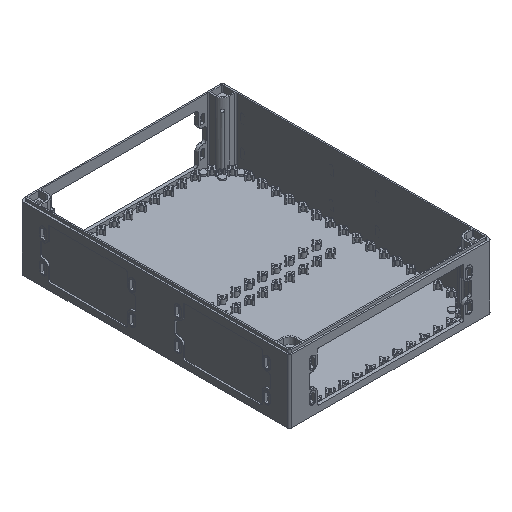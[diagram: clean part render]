
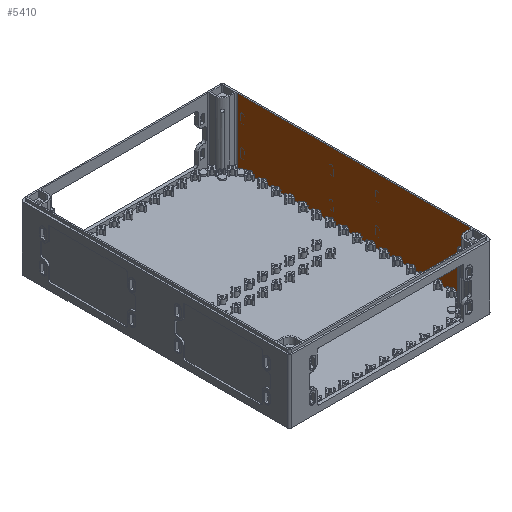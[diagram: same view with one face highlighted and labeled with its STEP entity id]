
A CAD part, isometric view. The second image highlights one B-rep face of the part: STEP entity #5410.
In plain terms, the highlighted planar face has unit normal (-1, 0, 0).
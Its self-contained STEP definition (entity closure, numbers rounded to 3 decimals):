
#5410 = ADVANCED_FACE( '', ( #11516 ), #11517, .T. );
#11516 = FACE_OUTER_BOUND( '', #18037, .T. );
#11517 = PLANE( '', #18038 );
#18037 = EDGE_LOOP( '', ( #34613, #34614, #34615, #34616, #34617, #34618, #34619, #34620, #34621, #34622, #34623, #34624 ) );
#18038 = AXIS2_PLACEMENT_3D( '', #34625, #34626, #34627 );
#34613 = ORIENTED_EDGE( '', *, *, #42129, .F. );
#34614 = ORIENTED_EDGE( '', *, *, #44345, .F. );
#34615 = ORIENTED_EDGE( '', *, *, #43507, .F. );
#34616 = ORIENTED_EDGE( '', *, *, #43984, .T. );
#34617 = ORIENTED_EDGE( '', *, *, #42125, .F. );
#34618 = ORIENTED_EDGE( '', *, *, #43432, .F. );
#34619 = ORIENTED_EDGE( '', *, *, #44006, .F. );
#34620 = ORIENTED_EDGE( '', *, *, #37962, .T. );
#34621 = ORIENTED_EDGE( '', *, *, #42132, .F. );
#34622 = ORIENTED_EDGE( '', *, *, #44674, .F. );
#34623 = ORIENTED_EDGE( '', *, *, #39283, .F. );
#34624 = ORIENTED_EDGE( '', *, *, #42869, .T. );
#34625 = CARTESIAN_POINT( '', ( 367.8, 33.3, 153.5 ) );
#34626 = DIRECTION( '', ( -1., 0., 0. ) );
#34627 = DIRECTION( '', ( 0., 0., 1. ) );
#37962 = EDGE_CURVE( '', #45317, #45315, #45318, .T. );
#39283 = EDGE_CURVE( '', #47638, #47633, #47640, .T. );
#42125 = EDGE_CURVE( '', #52298, #52300, #52301, .T. );
#42129 = EDGE_CURVE( '', #52306, #52308, #52309, .T. );
#42132 = EDGE_CURVE( '', #52311, #45315, #52313, .T. );
#42869 = EDGE_CURVE( '', #47638, #52308, #53347, .T. );
#43432 = EDGE_CURVE( '', #54063, #52298, #54064, .T. );
#43507 = EDGE_CURVE( '', #54158, #54156, #54160, .T. );
#43984 = EDGE_CURVE( '', #54158, #52300, #54735, .T. );
#44006 = EDGE_CURVE( '', #45317, #54063, #54761, .T. );
#44345 = EDGE_CURVE( '', #54156, #52306, #55164, .T. );
#44674 = EDGE_CURVE( '', #47633, #52311, #55525, .T. );
#45315 = VERTEX_POINT( '', #56231 );
#45317 = VERTEX_POINT( '', #56233 );
#45318 = LINE( '', #56234, #56235 );
#47633 = VERTEX_POINT( '', #59278 );
#47638 = VERTEX_POINT( '', #59284 );
#47640 = LINE( '', #59287, #59288 );
#52298 = VERTEX_POINT( '', #65413 );
#52300 = VERTEX_POINT( '', #65415 );
#52301 = LINE( '', #65416, #65417 );
#52306 = VERTEX_POINT( '', #65423 );
#52308 = VERTEX_POINT( '', #65426 );
#52309 = LINE( '', #65427, #65428 );
#52311 = VERTEX_POINT( '', #65431 );
#52313 = LINE( '', #65434, #65435 );
#53347 = LINE( '', #66839, #66840 );
#54063 = VERTEX_POINT( '', #67806 );
#54064 = LINE( '', #67807, #67808 );
#54156 = VERTEX_POINT( '', #67930 );
#54158 = VERTEX_POINT( '', #67933 );
#54160 = LINE( '', #67936, #67937 );
#54735 = LINE( '', #68721, #68722 );
#54761 = LINE( '', #68756, #68757 );
#55164 = LINE( '', #69290, #69291 );
#55525 = LINE( '', #69761, #69762 );
#56231 = CARTESIAN_POINT( '', ( 367.8, 465.3, 3.5 ) );
#56233 = CARTESIAN_POINT( '', ( 367.8, 465.3, 123. ) );
#56234 = CARTESIAN_POINT( '', ( 367.8, 465.3, 153.5 ) );
#56235 = VECTOR( '', #70462, 1000. );
#59278 = CARTESIAN_POINT( '', ( 367.8, 457.8, 6. ) );
#59284 = CARTESIAN_POINT( '', ( 367.8, 445.8, 6. ) );
#59287 = CARTESIAN_POINT( '', ( 367.8, 445.8, 6. ) );
#59288 = VECTOR( '', #72195, 1000. );
#65413 = CARTESIAN_POINT( '', ( 367.8, 33.3, 3.5 ) );
#65415 = CARTESIAN_POINT( '', ( 367.8, 40.8, 3.5 ) );
#65416 = CARTESIAN_POINT( '', ( 367.8, 33.3, 3.5 ) );
#65417 = VECTOR( '', #76408, 1000. );
#65423 = CARTESIAN_POINT( '', ( 367.8, 52.8, 3.5 ) );
#65426 = CARTESIAN_POINT( '', ( 367.8, 445.8, 3.5 ) );
#65427 = CARTESIAN_POINT( '', ( 367.8, 33.3, 3.5 ) );
#65428 = VECTOR( '', #76414, 1000. );
#65431 = CARTESIAN_POINT( '', ( 367.8, 457.8, 3.5 ) );
#65434 = CARTESIAN_POINT( '', ( 367.8, 33.3, 3.5 ) );
#65435 = VECTOR( '', #76417, 1000. );
#66839 = CARTESIAN_POINT( '', ( 367.8, 445.8, 6. ) );
#66840 = VECTOR( '', #77289, 1000. );
#67806 = CARTESIAN_POINT( '', ( 367.8, 33.3, 123. ) );
#67807 = CARTESIAN_POINT( '', ( 367.8, 33.3, 153.5 ) );
#67808 = VECTOR( '', #77882, 1000. );
#67930 = CARTESIAN_POINT( '', ( 367.8, 52.8, 6. ) );
#67933 = CARTESIAN_POINT( '', ( 367.8, 40.8, 6. ) );
#67936 = CARTESIAN_POINT( '', ( 367.8, 40.8, 6. ) );
#67937 = VECTOR( '', #77951, 1000. );
#68721 = CARTESIAN_POINT( '', ( 367.8, 40.8, 6. ) );
#68722 = VECTOR( '', #78404, 1000. );
#68756 = CARTESIAN_POINT( '', ( 367.8, 4., 123. ) );
#68757 = VECTOR( '', #78425, 1000. );
#69290 = CARTESIAN_POINT( '', ( 367.8, 52.8, 6. ) );
#69291 = VECTOR( '', #78751, 1000. );
#69761 = CARTESIAN_POINT( '', ( 367.8, 457.8, 6. ) );
#69762 = VECTOR( '', #78990, 1000. );
#70462 = DIRECTION( '', ( 0., 0., -1. ) );
#72195 = DIRECTION( '', ( 0., 1., 0. ) );
#76408 = DIRECTION( '', ( 0., 1., 0. ) );
#76414 = DIRECTION( '', ( 0., 1., 0. ) );
#76417 = DIRECTION( '', ( 0., 1., 0. ) );
#77289 = DIRECTION( '', ( 0., 0., -1. ) );
#77882 = DIRECTION( '', ( 0., 0., -1. ) );
#77951 = DIRECTION( '', ( 0., 1., 0. ) );
#78404 = DIRECTION( '', ( 0., 0., -1. ) );
#78425 = DIRECTION( '', ( 0., -1., 0. ) );
#78751 = DIRECTION( '', ( 0., 0., -1. ) );
#78990 = DIRECTION( '', ( 0., 0., -1. ) );
